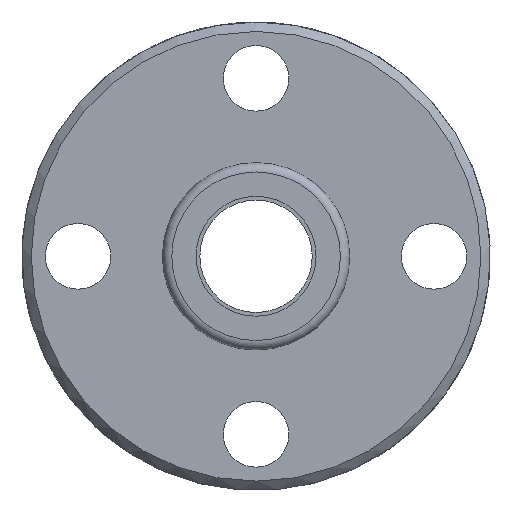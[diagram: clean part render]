
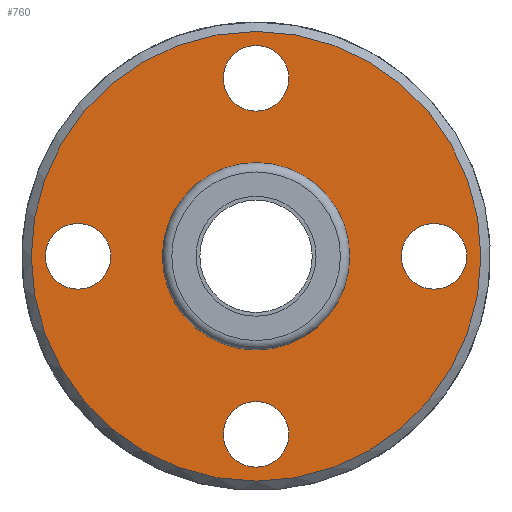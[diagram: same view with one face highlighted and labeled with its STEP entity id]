
A CAD part, left-side view. The second image highlights one B-rep face of the part: STEP entity #760.
In plain terms, the highlighted planar face has unit normal (-1, 0, 0).
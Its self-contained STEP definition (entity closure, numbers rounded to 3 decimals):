
#142=PLANE('',#847);
#207=ORIENTED_EDGE('',*,*,#411,.T.);
#208=ORIENTED_EDGE('',*,*,#393,.T.);
#209=ORIENTED_EDGE('',*,*,#412,.T.);
#210=ORIENTED_EDGE('',*,*,#413,.T.);
#211=ORIENTED_EDGE('',*,*,#414,.T.);
#212=ORIENTED_EDGE('',*,*,#415,.T.);
#393=EDGE_CURVE('',#496,#496,#559,.F.);
#411=EDGE_CURVE('',#514,#514,#569,.T.);
#412=EDGE_CURVE('',#515,#515,#570,.T.);
#413=EDGE_CURVE('',#516,#516,#571,.T.);
#414=EDGE_CURVE('',#517,#517,#572,.T.);
#415=EDGE_CURVE('',#518,#518,#573,.T.);
#496=VERTEX_POINT('',#1205);
#514=VERTEX_POINT('',#1243);
#515=VERTEX_POINT('',#1245);
#516=VERTEX_POINT('',#1247);
#517=VERTEX_POINT('',#1249);
#518=VERTEX_POINT('',#1251);
#559=CIRCLE('',#836,5.);
#569=CIRCLE('',#848,12.);
#570=CIRCLE('',#849,1.75);
#571=CIRCLE('',#850,1.75);
#572=CIRCLE('',#851,1.75);
#573=CIRCLE('',#852,1.75);
#604=EDGE_LOOP('',(#207));
#605=EDGE_LOOP('',(#208));
#606=EDGE_LOOP('',(#209));
#607=EDGE_LOOP('',(#210));
#608=EDGE_LOOP('',(#211));
#609=EDGE_LOOP('',(#212));
#684=FACE_BOUND('',#604,.T.);
#685=FACE_BOUND('',#605,.T.);
#686=FACE_BOUND('',#606,.T.);
#687=FACE_BOUND('',#607,.T.);
#688=FACE_BOUND('',#608,.T.);
#689=FACE_BOUND('',#609,.T.);
#760=ADVANCED_FACE('',(#684,#685,#686,#687,#688,#689),#142,.T.);
#836=AXIS2_PLACEMENT_3D('',#1204,#961,#962);
#847=AXIS2_PLACEMENT_3D('',#1241,#991,#992);
#848=AXIS2_PLACEMENT_3D('',#1242,#993,#994);
#849=AXIS2_PLACEMENT_3D('',#1244,#995,#996);
#850=AXIS2_PLACEMENT_3D('',#1246,#997,#998);
#851=AXIS2_PLACEMENT_3D('',#1248,#999,#1000);
#852=AXIS2_PLACEMENT_3D('',#1250,#1001,#1002);
#961=DIRECTION('',(-1.,0.,0.));
#962=DIRECTION('',(0.,0.,1.));
#991=DIRECTION('',(-1.,0.,0.));
#992=DIRECTION('',(0.,0.,1.));
#993=DIRECTION('',(-1.,0.,0.));
#994=DIRECTION('',(0.,0.,1.));
#995=DIRECTION('',(1.,0.,0.));
#996=DIRECTION('',(0.,0.,-1.));
#997=DIRECTION('',(1.,0.,0.));
#998=DIRECTION('',(0.,0.,-1.));
#999=DIRECTION('',(1.,0.,0.));
#1000=DIRECTION('',(0.,0.,-1.));
#1001=DIRECTION('',(1.,0.,0.));
#1002=DIRECTION('',(0.,0.,-1.));
#1204=CARTESIAN_POINT('',(-5.,0.,0.));
#1205=CARTESIAN_POINT('',(-5.,0.,5.));
#1241=CARTESIAN_POINT('',(-5.,12.5,0.));
#1242=CARTESIAN_POINT('',(-5.,0.,0.));
#1243=CARTESIAN_POINT('',(-5.,0.,12.));
#1244=CARTESIAN_POINT('',(-5.,9.5,0.));
#1245=CARTESIAN_POINT('',(-5.,9.5,-1.75));
#1246=CARTESIAN_POINT('',(-5.,0.,9.5));
#1247=CARTESIAN_POINT('',(-5.,0.,7.75));
#1248=CARTESIAN_POINT('',(-5.,-9.5,0.));
#1249=CARTESIAN_POINT('',(-5.,-9.5,-1.75));
#1250=CARTESIAN_POINT('',(-5.,0.,-9.5));
#1251=CARTESIAN_POINT('',(-5.,0.,-11.25));
